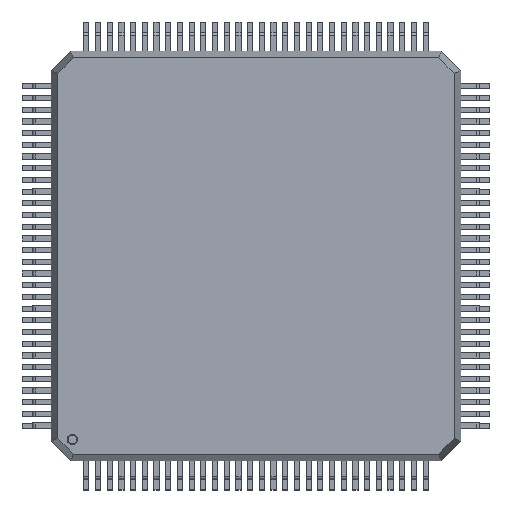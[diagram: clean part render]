
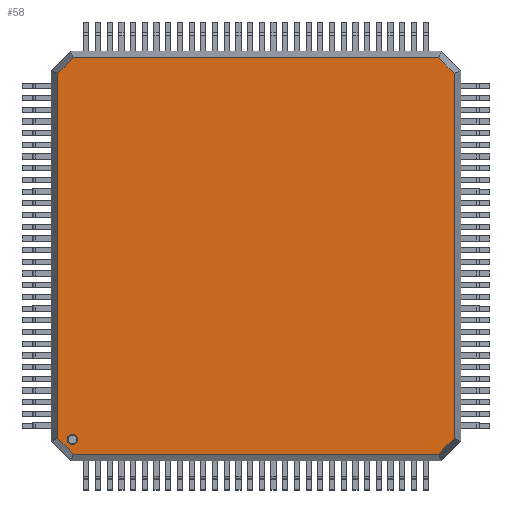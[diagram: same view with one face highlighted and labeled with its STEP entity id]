
A CAD part, top view. The second image highlights one B-rep face of the part: STEP entity #58.
In plain terms, the highlighted planar face has unit normal (0, 0, 1).
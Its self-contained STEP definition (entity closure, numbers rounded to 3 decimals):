
#58=ADVANCED_FACE('',(#14350,#14352),#14354,.T.);
#14350=FACE_BOUND('',#14351,.T.);
#14351=EDGE_LOOP('',(#25710,#25711,#25712,#25713,#25714,#25715,#25716,#25717));
#14352=FACE_BOUND('',#14353,.T.);
#14353=EDGE_LOOP('',(#25718));
#14354=PLANE('',#14355);
#14355=AXIS2_PLACEMENT_3D('',#14356,#14357,#14358);
#14356=CARTESIAN_POINT('',(0.,0.,3.8));
#14357=DIRECTION('',(0.,0.,1.));
#14358=DIRECTION('',(1.,0.,0.));
#25710=ORIENTED_EDGE('',*,*,#34466,.T.);
#25711=ORIENTED_EDGE('',*,*,#34467,.F.);
#25712=ORIENTED_EDGE('',*,*,#34468,.T.);
#25713=ORIENTED_EDGE('',*,*,#34469,.F.);
#25714=ORIENTED_EDGE('',*,*,#34470,.T.);
#25715=ORIENTED_EDGE('',*,*,#34471,.F.);
#25716=ORIENTED_EDGE('',*,*,#34472,.T.);
#25717=ORIENTED_EDGE('',*,*,#34473,.F.);
#25718=ORIENTED_EDGE('',*,*,#34474,.T.);
#34466=EDGE_CURVE('',#38844,#38845,#38846,.T.);
#34467=EDGE_CURVE('',#38847,#38845,#38848,.F.);
#34468=EDGE_CURVE('',#38847,#38849,#38850,.T.);
#34469=EDGE_CURVE('',#38851,#38849,#38852,.F.);
#34470=EDGE_CURVE('',#38851,#38853,#38854,.T.);
#34471=EDGE_CURVE('',#38855,#38853,#38856,.F.);
#34472=EDGE_CURVE('',#38855,#38857,#38858,.T.);
#34473=EDGE_CURVE('',#38844,#38857,#38859,.F.);
#34474=EDGE_CURVE('',#38860,#38860,#38861,.F.);
#38844=VERTEX_POINT('',#46136);
#38845=VERTEX_POINT('',#46137);
#38846=LINE('',#46138,#46139);
#38847=VERTEX_POINT('',#46141);
#38848=LINE('',#46142,#46143);
#38849=VERTEX_POINT('',#46145);
#38850=LINE('',#46146,#46147);
#38851=VERTEX_POINT('',#46149);
#38852=LINE('',#46150,#46151);
#38853=VERTEX_POINT('',#46153);
#38854=LINE('',#46154,#46155);
#38855=VERTEX_POINT('',#46157);
#38856=LINE('',#46158,#46159);
#38857=VERTEX_POINT('',#46161);
#38858=LINE('',#46162,#46163);
#38859=LINE('',#46165,#46166);
#38860=VERTEX_POINT('',#46168);
#38861=CIRCLE('',#46169,0.35);
#46136=CARTESIAN_POINT('',(13.556,-12.483,3.8));
#46137=CARTESIAN_POINT('',(13.556,12.483,3.8));
#46138=CARTESIAN_POINT('',(13.556,-12.483,3.8));
#46139=VECTOR('',#46140,1.);
#46140=DIRECTION('',(0.,1.,0.));
#46141=CARTESIAN_POINT('',(12.483,13.556,3.8));
#46142=CARTESIAN_POINT('',(13.556,12.483,3.8));
#46143=VECTOR('',#46144,1.);
#46144=DIRECTION('',(-0.707,0.707,0.));
#46145=CARTESIAN_POINT('',(-12.483,13.556,3.8));
#46146=CARTESIAN_POINT('',(12.483,13.556,3.8));
#46147=VECTOR('',#46148,1.);
#46148=DIRECTION('',(-1.,0.,0.));
#46149=CARTESIAN_POINT('',(-13.556,12.483,3.8));
#46150=CARTESIAN_POINT('',(-12.483,13.556,3.8));
#46151=VECTOR('',#46152,1.);
#46152=DIRECTION('',(-0.707,-0.707,0.));
#46153=CARTESIAN_POINT('',(-13.556,-12.483,3.8));
#46154=CARTESIAN_POINT('',(-13.556,12.483,3.8));
#46155=VECTOR('',#46156,1.);
#46156=DIRECTION('',(0.,-1.,0.));
#46157=CARTESIAN_POINT('',(-12.483,-13.556,3.8));
#46158=CARTESIAN_POINT('',(-13.556,-12.483,3.8));
#46159=VECTOR('',#46160,1.);
#46160=DIRECTION('',(0.707,-0.707,0.));
#46161=CARTESIAN_POINT('',(12.483,-13.556,3.8));
#46162=CARTESIAN_POINT('',(-12.483,-13.556,3.8));
#46163=VECTOR('',#46164,1.);
#46164=DIRECTION('',(1.,0.,0.));
#46165=CARTESIAN_POINT('',(12.483,-13.556,3.8));
#46166=VECTOR('',#46167,1.);
#46167=DIRECTION('',(0.707,0.707,0.));
#46168=CARTESIAN_POINT('',(-12.206,-12.556,3.8));
#46169=AXIS2_PLACEMENT_3D('',#46170,#46171,#46172);
#46170=CARTESIAN_POINT('',(-12.556,-12.556,3.8));
#46171=DIRECTION('',(0.,0.,1.));
#46172=DIRECTION('',(1.,0.,0.));
